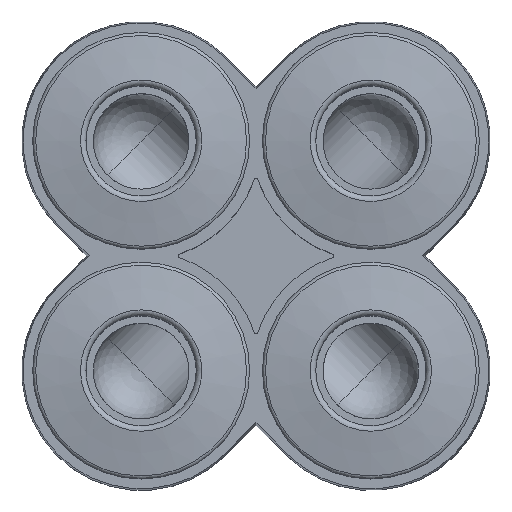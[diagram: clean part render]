
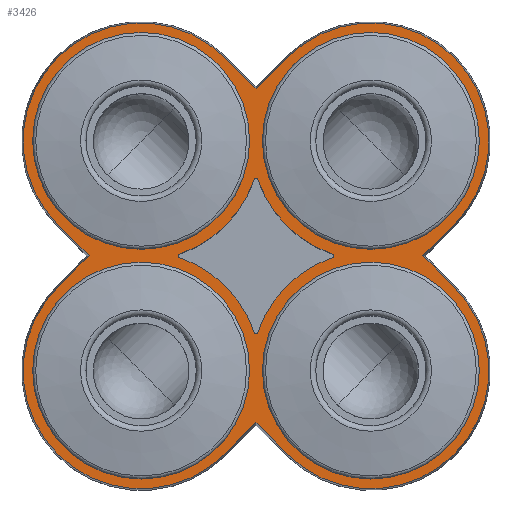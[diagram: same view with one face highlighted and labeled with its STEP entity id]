
A CAD part, top view. The second image highlights one B-rep face of the part: STEP entity #3426.
In plain terms, the highlighted planar face has unit normal (0, 0, 1).
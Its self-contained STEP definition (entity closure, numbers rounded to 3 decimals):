
#116=LINE('',#4745,#218);
#117=LINE('',#4747,#219);
#118=LINE('',#4751,#220);
#119=LINE('',#4753,#221);
#120=LINE('',#4757,#222);
#121=LINE('',#4759,#223);
#122=LINE('',#4763,#224);
#123=LINE('',#4765,#225);
#218=VECTOR('',#3999,1000.);
#219=VECTOR('',#4000,1000.);
#220=VECTOR('',#4003,1000.);
#221=VECTOR('',#4004,1000.);
#222=VECTOR('',#4007,1000.);
#223=VECTOR('',#4008,1000.);
#224=VECTOR('',#4011,1000.);
#225=VECTOR('',#4012,1000.);
#320=PLANE('',#3629);
#435=ORIENTED_EDGE('',*,*,#1011,.F.);
#436=ORIENTED_EDGE('',*,*,#1012,.F.);
#437=ORIENTED_EDGE('',*,*,#1013,.T.);
#438=ORIENTED_EDGE('',*,*,#1014,.F.);
#439=ORIENTED_EDGE('',*,*,#1015,.F.);
#440=ORIENTED_EDGE('',*,*,#1016,.F.);
#441=ORIENTED_EDGE('',*,*,#1017,.F.);
#442=ORIENTED_EDGE('',*,*,#1018,.T.);
#443=ORIENTED_EDGE('',*,*,#1019,.F.);
#444=ORIENTED_EDGE('',*,*,#1020,.F.);
#445=ORIENTED_EDGE('',*,*,#1021,.T.);
#446=ORIENTED_EDGE('',*,*,#1022,.T.);
#447=ORIENTED_EDGE('',*,*,#1023,.T.);
#448=ORIENTED_EDGE('',*,*,#1024,.T.);
#449=ORIENTED_EDGE('',*,*,#1025,.T.);
#450=ORIENTED_EDGE('',*,*,#1026,.T.);
#451=ORIENTED_EDGE('',*,*,#1027,.F.);
#452=ORIENTED_EDGE('',*,*,#1028,.T.);
#453=ORIENTED_EDGE('',*,*,#1029,.F.);
#454=ORIENTED_EDGE('',*,*,#1030,.T.);
#455=ORIENTED_EDGE('',*,*,#1031,.F.);
#456=ORIENTED_EDGE('',*,*,#1032,.T.);
#457=ORIENTED_EDGE('',*,*,#1033,.F.);
#458=ORIENTED_EDGE('',*,*,#1034,.T.);
#1011=EDGE_CURVE('',#1298,#1299,#1494,.T.);
#1012=EDGE_CURVE('',#1300,#1298,#116,.T.);
#1013=EDGE_CURVE('',#1300,#1301,#117,.T.);
#1014=EDGE_CURVE('',#1302,#1301,#1495,.T.);
#1015=EDGE_CURVE('',#1303,#1302,#118,.T.);
#1016=EDGE_CURVE('',#1304,#1303,#119,.T.);
#1017=EDGE_CURVE('',#1305,#1304,#1496,.T.);
#1018=EDGE_CURVE('',#1305,#1306,#120,.T.);
#1019=EDGE_CURVE('',#1307,#1306,#121,.T.);
#1020=EDGE_CURVE('',#1308,#1307,#1497,.T.);
#1021=EDGE_CURVE('',#1308,#1309,#122,.T.);
#1022=EDGE_CURVE('',#1309,#1299,#123,.T.);
#1023=EDGE_CURVE('',#1310,#1310,#1498,.T.);
#1024=EDGE_CURVE('',#1311,#1311,#1499,.T.);
#1025=EDGE_CURVE('',#1312,#1312,#1500,.T.);
#1026=EDGE_CURVE('',#1313,#1313,#1501,.T.);
#1027=EDGE_CURVE('',#1314,#1315,#1502,.F.);
#1028=EDGE_CURVE('',#1314,#1316,#1503,.F.);
#1029=EDGE_CURVE('',#1317,#1316,#1504,.F.);
#1030=EDGE_CURVE('',#1317,#1318,#1505,.F.);
#1031=EDGE_CURVE('',#1319,#1318,#1506,.F.);
#1032=EDGE_CURVE('',#1319,#1320,#1507,.F.);
#1033=EDGE_CURVE('',#1321,#1320,#1508,.F.);
#1034=EDGE_CURVE('',#1321,#1315,#1509,.F.);
#1298=VERTEX_POINT('',#4743);
#1299=VERTEX_POINT('',#4744);
#1300=VERTEX_POINT('',#4746);
#1301=VERTEX_POINT('',#4748);
#1302=VERTEX_POINT('',#4750);
#1303=VERTEX_POINT('',#4752);
#1304=VERTEX_POINT('',#4754);
#1305=VERTEX_POINT('',#4756);
#1306=VERTEX_POINT('',#4758);
#1307=VERTEX_POINT('',#4760);
#1308=VERTEX_POINT('',#4762);
#1309=VERTEX_POINT('',#4764);
#1310=VERTEX_POINT('',#4767);
#1311=VERTEX_POINT('',#4769);
#1312=VERTEX_POINT('',#4771);
#1313=VERTEX_POINT('',#4773);
#1314=VERTEX_POINT('',#4775);
#1315=VERTEX_POINT('',#4776);
#1316=VERTEX_POINT('',#4778);
#1317=VERTEX_POINT('',#4780);
#1318=VERTEX_POINT('',#4782);
#1319=VERTEX_POINT('',#4784);
#1320=VERTEX_POINT('',#4786);
#1321=VERTEX_POINT('',#4788);
#1494=CIRCLE('',#3630,6.421);
#1495=CIRCLE('',#3631,6.421);
#1496=CIRCLE('',#3632,6.421);
#1497=CIRCLE('',#3633,6.421);
#1498=CIRCLE('',#3634,5.65);
#1499=CIRCLE('',#3635,5.65);
#1500=CIRCLE('',#3636,5.65);
#1501=CIRCLE('',#3637,5.65);
#1502=CIRCLE('',#3638,0.1);
#1503=CIRCLE('',#3639,6.5);
#1504=CIRCLE('',#3640,0.1);
#1505=CIRCLE('',#3641,6.5);
#1506=CIRCLE('',#3642,0.1);
#1507=CIRCLE('',#3643,6.5);
#1508=CIRCLE('',#3644,0.1);
#1509=CIRCLE('',#3645,6.5);
#1640=EDGE_LOOP('',(#435,#436,#437,#438,#439,#440,#441,#442,#443,#444,#445,
#446));
#1641=EDGE_LOOP('',(#447));
#1642=EDGE_LOOP('',(#448));
#1643=EDGE_LOOP('',(#449));
#1644=EDGE_LOOP('',(#450));
#1645=EDGE_LOOP('',(#451,#452,#453,#454,#455,#456,#457,#458));
#1901=FACE_BOUND('',#1640,.T.);
#1902=FACE_BOUND('',#1641,.T.);
#1903=FACE_BOUND('',#1642,.T.);
#1904=FACE_BOUND('',#1643,.T.);
#1905=FACE_BOUND('',#1644,.T.);
#1906=FACE_BOUND('',#1645,.T.);
#3426=ADVANCED_FACE('',(#1901,#1902,#1903,#1904,#1905,#1906),#320,.F.);
#3629=AXIS2_PLACEMENT_3D('',#4741,#3995,#3996);
#3630=AXIS2_PLACEMENT_3D('',#4742,#3997,#3998);
#3631=AXIS2_PLACEMENT_3D('',#4749,#4001,#4002);
#3632=AXIS2_PLACEMENT_3D('',#4755,#4005,#4006);
#3633=AXIS2_PLACEMENT_3D('',#4761,#4009,#4010);
#3634=AXIS2_PLACEMENT_3D('',#4766,#4013,#4014);
#3635=AXIS2_PLACEMENT_3D('',#4768,#4015,#4016);
#3636=AXIS2_PLACEMENT_3D('',#4770,#4017,#4018);
#3637=AXIS2_PLACEMENT_3D('',#4772,#4019,#4020);
#3638=AXIS2_PLACEMENT_3D('',#4774,#4021,#4022);
#3639=AXIS2_PLACEMENT_3D('',#4777,#4023,#4024);
#3640=AXIS2_PLACEMENT_3D('',#4779,#4025,#4026);
#3641=AXIS2_PLACEMENT_3D('',#4781,#4027,#4028);
#3642=AXIS2_PLACEMENT_3D('',#4783,#4029,#4030);
#3643=AXIS2_PLACEMENT_3D('',#4785,#4031,#4032);
#3644=AXIS2_PLACEMENT_3D('',#4787,#4033,#4034);
#3645=AXIS2_PLACEMENT_3D('',#4789,#4035,#4036);
#3995=DIRECTION('',(0.,0.,-1.));
#3996=DIRECTION('',(-1.,0.,0.));
#3997=DIRECTION('',(0.,0.,-1.));
#3998=DIRECTION('',(-1.,0.,0.));
#3999=DIRECTION('',(-0.707,0.707,0.));
#4000=DIRECTION('',(-0.707,-0.707,0.));
#4001=DIRECTION('',(0.,0.,-1.));
#4002=DIRECTION('',(0.,1.,0.));
#4003=DIRECTION('',(-0.707,-0.707,0.));
#4004=DIRECTION('',(-0.707,0.707,0.));
#4005=DIRECTION('',(0.,0.,-1.));
#4006=DIRECTION('',(0.,1.,0.));
#4007=DIRECTION('',(-0.707,0.707,0.));
#4008=DIRECTION('',(-0.707,-0.707,0.));
#4009=DIRECTION('',(0.,0.,-1.));
#4010=DIRECTION('',(-1.,0.,0.));
#4011=DIRECTION('',(-0.707,-0.707,0.));
#4012=DIRECTION('',(-0.707,0.707,0.));
#4013=DIRECTION('',(0.,0.,-1.));
#4014=DIRECTION('',(-1.,0.,0.));
#4015=DIRECTION('',(0.,0.,-1.));
#4016=DIRECTION('',(-1.,0.,0.));
#4017=DIRECTION('',(0.,0.,-1.));
#4018=DIRECTION('',(0.,1.,0.));
#4019=DIRECTION('',(0.,0.,-1.));
#4020=DIRECTION('',(0.,1.,0.));
#4021=DIRECTION('',(0.,0.,-1.));
#4022=DIRECTION('',(-1.,0.,0.));
#4023=DIRECTION('',(0.,0.,-1.));
#4024=DIRECTION('',(-1.,0.,0.));
#4025=DIRECTION('',(0.,0.,-1.));
#4026=DIRECTION('',(-1.,0.,0.));
#4027=DIRECTION('',(0.,0.,-1.));
#4028=DIRECTION('',(-1.,0.,0.));
#4029=DIRECTION('',(0.,0.,-1.));
#4030=DIRECTION('',(-1.,0.,0.));
#4031=DIRECTION('',(0.,0.,-1.));
#4032=DIRECTION('',(-1.,0.,0.));
#4033=DIRECTION('',(0.,0.,-1.));
#4034=DIRECTION('',(-1.,0.,0.));
#4035=DIRECTION('',(0.,0.,-1.));
#4036=DIRECTION('',(-1.,0.,0.));
#4741=CARTESIAN_POINT('',(6.25,11.9,34.45));
#4742=CARTESIAN_POINT('',(-6.25,6.25,34.45));
#4743=CARTESIAN_POINT('',(-10.791,1.709,34.45));
#4744=CARTESIAN_POINT('',(-1.709,10.791,34.45));
#4745=CARTESIAN_POINT('',(1.709,-10.791,34.45));
#4746=CARTESIAN_POINT('',(-9.081,0.,34.45));
#4747=CARTESIAN_POINT('',(1.709,10.791,34.45));
#4748=CARTESIAN_POINT('',(-10.791,-1.709,34.45));
#4749=CARTESIAN_POINT('',(-6.25,-6.25,34.45));
#4750=CARTESIAN_POINT('',(-1.709,-10.791,34.45));
#4751=CARTESIAN_POINT('',(10.791,1.709,34.45));
#4752=CARTESIAN_POINT('',(0.,-9.081,34.45));
#4753=CARTESIAN_POINT('',(1.709,-10.791,34.45));
#4754=CARTESIAN_POINT('',(1.709,-10.791,34.45));
#4755=CARTESIAN_POINT('',(6.25,-6.25,34.45));
#4756=CARTESIAN_POINT('',(10.791,-1.709,34.45));
#4757=CARTESIAN_POINT('',(10.791,-1.709,34.45));
#4758=CARTESIAN_POINT('',(9.081,0.,34.45));
#4759=CARTESIAN_POINT('',(10.791,1.709,34.45));
#4760=CARTESIAN_POINT('',(10.791,1.709,34.45));
#4761=CARTESIAN_POINT('',(6.25,6.25,34.45));
#4762=CARTESIAN_POINT('',(1.709,10.791,34.45));
#4763=CARTESIAN_POINT('',(1.709,10.791,34.45));
#4764=CARTESIAN_POINT('',(0.,9.081,34.45));
#4765=CARTESIAN_POINT('',(10.791,-1.709,34.45));
#4766=CARTESIAN_POINT('',(-6.25,6.25,34.45));
#4767=CARTESIAN_POINT('',(-11.9,6.25,34.45));
#4768=CARTESIAN_POINT('',(6.25,6.25,34.45));
#4769=CARTESIAN_POINT('',(0.6,6.25,34.45));
#4770=CARTESIAN_POINT('',(-6.25,-6.25,34.45));
#4771=CARTESIAN_POINT('',(-6.25,-0.6,34.45));
#4772=CARTESIAN_POINT('',(6.25,-6.25,34.45));
#4773=CARTESIAN_POINT('',(6.25,-0.6,34.45));
#4774=CARTESIAN_POINT('',(-4.129,0.,34.45));
#4775=CARTESIAN_POINT('',(-4.161,0.095,34.45));
#4776=CARTESIAN_POINT('',(-4.161,-0.095,34.45));
#4777=CARTESIAN_POINT('',(-6.25,6.25,34.45));
#4778=CARTESIAN_POINT('',(-0.095,4.161,34.45));
#4779=CARTESIAN_POINT('',(0.,4.129,34.45));
#4780=CARTESIAN_POINT('',(0.095,4.161,34.45));
#4781=CARTESIAN_POINT('',(6.25,6.25,34.45));
#4782=CARTESIAN_POINT('',(4.161,0.095,34.45));
#4783=CARTESIAN_POINT('',(4.129,0.,34.45));
#4784=CARTESIAN_POINT('',(4.161,-0.095,34.45));
#4785=CARTESIAN_POINT('',(6.25,-6.25,34.45));
#4786=CARTESIAN_POINT('',(0.095,-4.161,34.45));
#4787=CARTESIAN_POINT('',(0.,-4.129,34.45));
#4788=CARTESIAN_POINT('',(-0.095,-4.161,34.45));
#4789=CARTESIAN_POINT('',(-6.25,-6.25,34.45));
